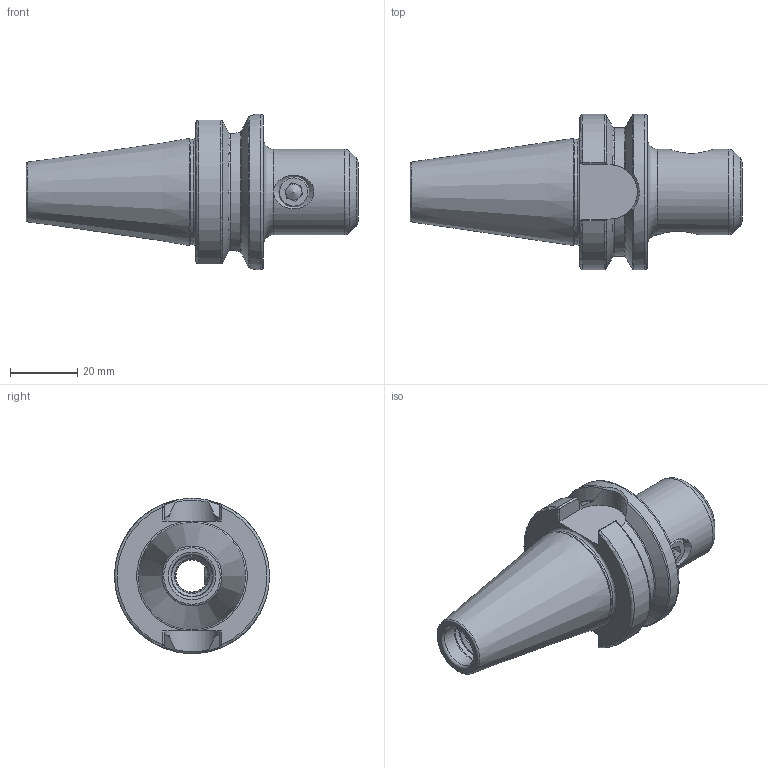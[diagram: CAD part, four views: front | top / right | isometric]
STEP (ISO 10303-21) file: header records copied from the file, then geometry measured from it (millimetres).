
FILE_DESCRIPTION(/* description */ (''),/* implementation_level */ '2;1');
FILE_NAME(/* name */ 'BT30-EM0.375-1.97.stp',/* time_stamp */ '2022-08-26T17:52:59+08:00',/* author */ ('Administrator'),/* organization */ (''),/* preprocessor_version */ 'ST-DEVELOPER v18.1',/* originating_system */ 'Autodesk Inventor 2022',/* authorisation */ '');
FILE_SCHEMA (('AUTOMOTIVE_DESIGN { 1 0 10303 214 3 1 1 }'));
Length unit declared in the file: millimetre
Products named in the file (3): BT30-EM0.375-1.97; BT30-SLA9.525-50.038; ANSI B18.3 - 3/8 - 24 - 5/16, TBHSSSCPI
Assembly tree (2 placements, depth 2):
  BT30-EM0.375-1.97
    BT30-SLA9.525-50.038
    ANSI B18.3 - 3/8 - 24 - 5/16, TBHSSSCPI
Bounding box: 98.44 x 46 x 46 mm (x, y, z)
Volume: 58693.5 mm3; surface area: 15487.6 mm2
Topology: 2 solids, 2 shells, 101 faces, 253 edges, 159 vertices
Faces by surface type: plane 37, cylinder 18, torus 18, cone 17, bspline 10, sphere 1
Full cylindrical faces by diameter (mm): 8.382 x1, 9.525 x2, 10 x2, 10.3 x1, 10.5 x1, 12.5 x1, 13.1 x1, 25.4 x1, 31.15 x1, 46 x1
Entity records: 3920 total; most frequent: CARTESIAN_POINT 1493, ORIENTED_EDGE 502, DIRECTION 465, EDGE_CURVE 251, AXIS2_PLACEMENT_3D 188, VERTEX_POINT 159, EDGE_LOOP 110, FACE_OUTER_BOUND 101
